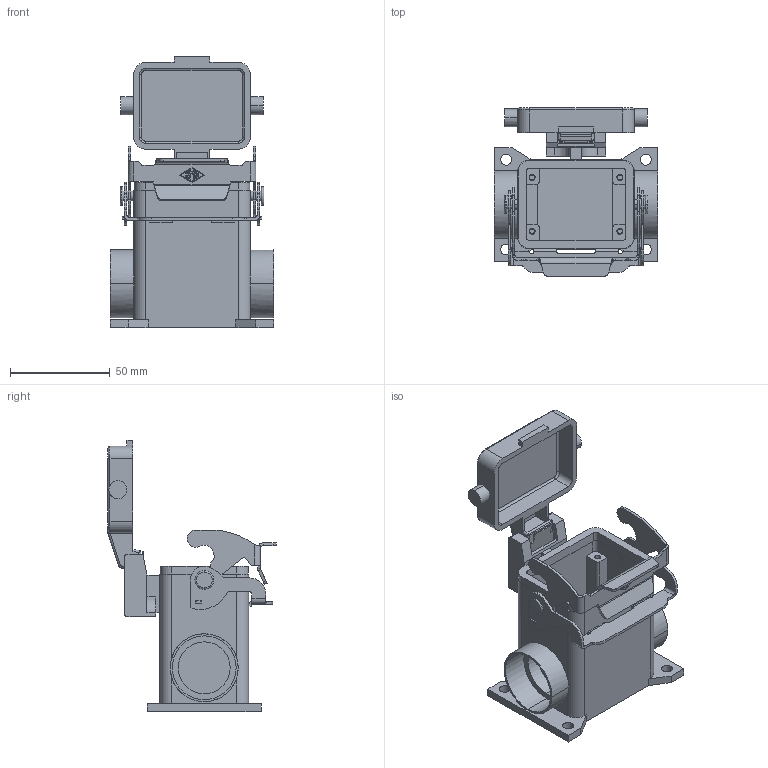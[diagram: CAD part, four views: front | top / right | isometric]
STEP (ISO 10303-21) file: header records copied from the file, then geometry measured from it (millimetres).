
FILE_DESCRIPTION(('Creo Elements/Direct Modeling STEP Export'),'2;1');
FILE_NAME('0ln7uvk4a5815ne4308','2017-04-10T16:04:46',(''),(''),'PTC Creo Elements/Direct Modeling STEP processor for AP214 (Solid Model)','PTC Creo Elements/Direct Modeling 19.0E 27-Jun-2016 (C) Parametric Technology GmbH','');
FILE_SCHEMA(('AUTOMOTIVE_DESIGN { 1 0 10303 214 1 1 1 1 }'));
Length unit declared in the file: millimetre
Products named in the file (1): M7AP_06_LS32
Bounding box: 82 x 84.23 x 136 mm (x, y, z)
Volume: 107221.6 mm3; surface area: 64642.8 mm2
Topology: 1 solids, 1 shells, 544 faces, 1465 edges, 955 vertices
Faces by surface type: plane 281, cylinder 223, torus 18, bspline 14, cone 6, sphere 2
Entity records: 24066 total; most frequent: CARTESIAN_POINT 6061, ORIENTED_EDGE 2914, DIRECTION 2788, EDGE_CURVE 1457, VERTEX_POINT 955, AXIS2_PLACEMENT_3D 936, VECTOR 916, LINE 916
